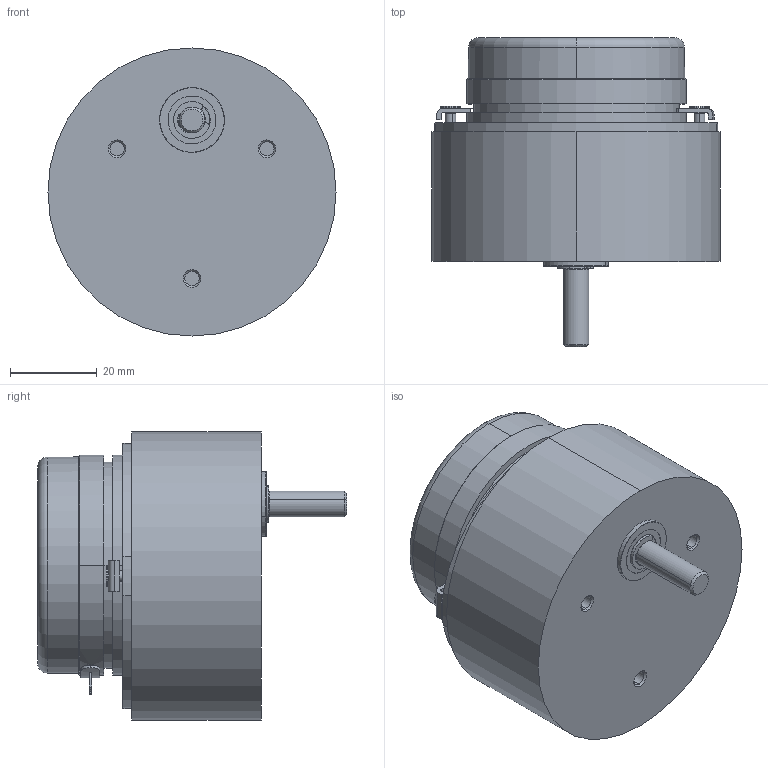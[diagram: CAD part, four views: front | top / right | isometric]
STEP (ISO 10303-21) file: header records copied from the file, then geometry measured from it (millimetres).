
FILE_DESCRIPTION (( 'STEP AP214' ), '1' );
FILE_NAME ('009111_112_113.STEP', '2012-08-01T05:33:24', ( 'dummy' ), ( '' ), 'SwSTEP 2.0', 'SolidWorks 2011', '' );
FILE_SCHEMA (( 'AUTOMOTIVE_DESIGN' ));
Length unit declared in the file: millimetre
Products named in the file (1): 009111_112_113
Bounding box: 66.6 x 71.57 x 66.6 mm (x, y, z)
Surface area: 28626.6 mm2 (no closed solid volume)
Topology: 0 solids, 96 shells, 285 faces, 1777 edges, 1585 vertices
Faces by surface type: plane 146, cylinder 92, cone 30, bspline 9, torus 4, sphere 4
Entity records: 22462 total; most frequent: CARTESIAN_POINT 6532, DIRECTION 2374, ORIENTED_EDGE 2166, EDGE_CURVE 1777, VERTEX_POINT 1585, LINE 1166, VECTOR 1166, AXIS2_PLACEMENT_3D 604
